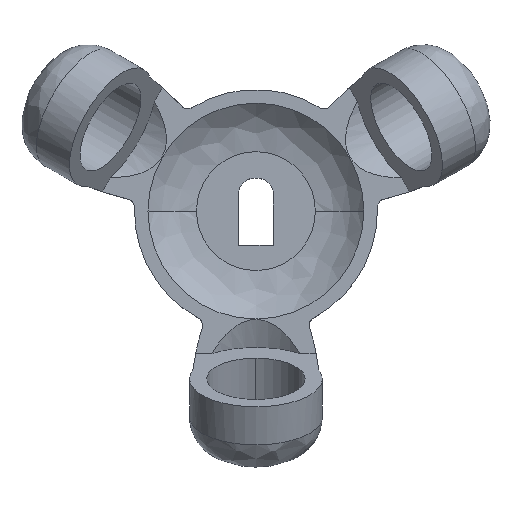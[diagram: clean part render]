
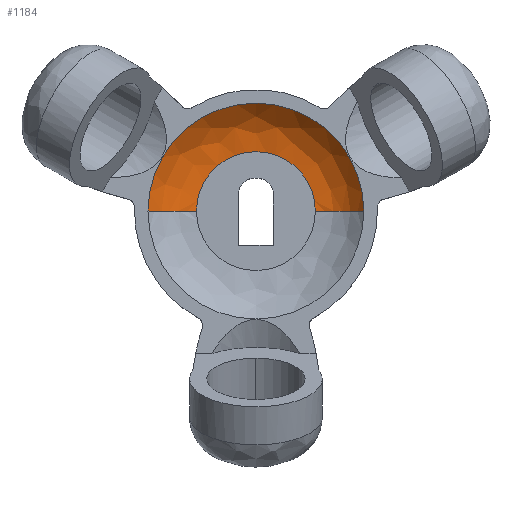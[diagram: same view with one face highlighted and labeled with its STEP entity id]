
A CAD part, top view. The second image highlights one B-rep face of the part: STEP entity #1184.
In plain terms, the highlighted free-form (B-spline) face has degree [3, 3] with [4, 7] control points.
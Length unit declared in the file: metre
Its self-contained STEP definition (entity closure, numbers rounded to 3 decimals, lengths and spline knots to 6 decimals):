
#256=(
BOUNDED_CURVE()
B_SPLINE_CURVE(3,(#1596,#1597,#1598,#1599),.UNSPECIFIED.,.F.,.F.)
B_SPLINE_CURVE_WITH_KNOTS((4,4),(0.,1.),.PIECEWISE_BEZIER_KNOTS.)
CURVE()
GEOMETRIC_REPRESENTATION_ITEM()
RATIONAL_B_SPLINE_CURVE((1.,0.876,0.876,1.))
REPRESENTATION_ITEM('')
);
#257=(
BOUNDED_CURVE()
B_SPLINE_CURVE(3,(#1603,#1604,#1605,#1606),.UNSPECIFIED.,.F.,.F.)
B_SPLINE_CURVE_WITH_KNOTS((4,4),(0.,1.),.PIECEWISE_BEZIER_KNOTS.)
CURVE()
GEOMETRIC_REPRESENTATION_ITEM()
RATIONAL_B_SPLINE_CURVE((1.,0.876,0.876,1.))
REPRESENTATION_ITEM('')
);
#271=ORIENTED_EDGE('',*,*,#649,.F.);
#272=ORIENTED_EDGE('',*,*,#650,.T.);
#273=ORIENTED_EDGE('',*,*,#651,.F.);
#274=ORIENTED_EDGE('',*,*,#652,.F.);
#649=EDGE_CURVE('',#838,#839,#955,.F.);
#650=EDGE_CURVE('',#838,#840,#256,.T.);
#651=EDGE_CURVE('',#841,#840,#956,.T.);
#652=EDGE_CURVE('',#839,#841,#257,.T.);
#838=VERTEX_POINT('',#1594);
#839=VERTEX_POINT('',#1595);
#840=VERTEX_POINT('',#1600);
#841=VERTEX_POINT('',#1602);
#955=CIRCLE('',#1272,0.013895);
#956=CIRCLE('',#1273,0.00765);
#999=EDGE_LOOP('',(#271,#272,#273,#274));
#1077=FACE_BOUND('',#999,.T.);
#1155=(
BOUNDED_SURFACE()
B_SPLINE_SURFACE(3,3,((#1565,#1566,#1567,#1568,#1569,#1570,#1571),(#1572,
#1573,#1574,#1575,#1576,#1577,#1578),(#1579,#1580,#1581,#1582,#1583,#1584,
#1585),(#1586,#1587,#1588,#1589,#1590,#1591,#1592)),.TOROIDAL_SURF.,.F.,
 .T.,.F.)
B_SPLINE_SURFACE_WITH_KNOTS((4,4),(4,3,4),(0.,1.),(0.,0.5,1.),
 .PIECEWISE_BEZIER_KNOTS.)
GEOMETRIC_REPRESENTATION_ITEM()
RATIONAL_B_SPLINE_SURFACE(((1.,0.333,0.333,1.,0.333,
0.333,1.),(0.876,0.292,0.292,
0.876,0.292,0.292,0.876),
(0.876,0.292,0.292,0.876,
0.292,0.292,0.876),(1.,0.333,
0.333,1.,0.333,0.333,1.)))
REPRESENTATION_ITEM('')
SURFACE()
);
#1184=ADVANCED_FACE('',(#1077),#1155,.F.);
#1272=AXIS2_PLACEMENT_3D('',#1593,#1340,#1341);
#1273=AXIS2_PLACEMENT_3D('',#1601,#1342,#1343);
#1340=DIRECTION('',(0.,0.,1.));
#1341=DIRECTION('',(1.,0.,0.));
#1342=DIRECTION('',(0.,0.,1.));
#1343=DIRECTION('',(1.,0.,0.));
#1565=CARTESIAN_POINT('',(0.014654,-0.01111,0.034633));
#1566=CARTESIAN_POINT('',(0.014654,0.018197,0.034633));
#1567=CARTESIAN_POINT('',(-0.014654,0.018197,0.034633));
#1568=CARTESIAN_POINT('',(-0.014654,-0.01111,0.034633));
#1569=CARTESIAN_POINT('',(-0.014654,-0.040417,0.034633));
#1570=CARTESIAN_POINT('',(0.014654,-0.040417,0.034633));
#1571=CARTESIAN_POINT('',(0.014654,-0.01111,0.034633));
#1572=CARTESIAN_POINT('',(0.012948,-0.01111,0.031545));
#1573=CARTESIAN_POINT('',(0.012948,0.014786,0.031545));
#1574=CARTESIAN_POINT('',(-0.012948,0.014786,0.031545));
#1575=CARTESIAN_POINT('',(-0.012948,-0.01111,0.031545));
#1576=CARTESIAN_POINT('',(-0.012948,-0.037007,0.031545));
#1577=CARTESIAN_POINT('',(0.012948,-0.037007,0.031545));
#1578=CARTESIAN_POINT('',(0.012948,-0.01111,0.031545));
#1579=CARTESIAN_POINT('',(0.009768,-0.01111,0.030017));
#1580=CARTESIAN_POINT('',(0.009768,0.008426,0.030017));
#1581=CARTESIAN_POINT('',(-0.009768,0.008426,0.030017));
#1582=CARTESIAN_POINT('',(-0.009768,-0.01111,0.030017));
#1583=CARTESIAN_POINT('',(-0.009768,-0.030646,0.030017));
#1584=CARTESIAN_POINT('',(0.009768,-0.030646,0.030017));
#1585=CARTESIAN_POINT('',(0.009768,-0.01111,0.030017));
#1586=CARTESIAN_POINT('',(0.006291,-0.01111,0.030616));
#1587=CARTESIAN_POINT('',(0.006291,0.001472,0.030616));
#1588=CARTESIAN_POINT('',(-0.006291,0.001472,0.030616));
#1589=CARTESIAN_POINT('',(-0.006291,-0.01111,0.030616));
#1590=CARTESIAN_POINT('',(-0.006291,-0.023693,0.030616));
#1591=CARTESIAN_POINT('',(0.006291,-0.023693,0.030616));
#1592=CARTESIAN_POINT('',(0.006291,-0.01111,0.030616));
#1593=CARTESIAN_POINT('',(0.,-0.01111,0.0335));
#1594=CARTESIAN_POINT('',(-0.013895,-0.01111,0.0335));
#1595=CARTESIAN_POINT('',(0.013895,-0.01111,0.0335));
#1596=CARTESIAN_POINT('',(-0.014654,-0.01111,0.034633));
#1597=CARTESIAN_POINT('',(-0.012948,-0.01111,0.031545));
#1598=CARTESIAN_POINT('',(-0.009768,-0.01111,0.030017));
#1599=CARTESIAN_POINT('',(-0.006291,-0.01111,0.030616));
#1600=CARTESIAN_POINT('',(-0.00765,-0.01111,0.0305));
#1601=CARTESIAN_POINT('',(0.,-0.01111,0.0305));
#1602=CARTESIAN_POINT('',(0.00765,-0.01111,0.0305));
#1603=CARTESIAN_POINT('',(0.014654,-0.01111,0.034633));
#1604=CARTESIAN_POINT('',(0.012948,-0.01111,0.031545));
#1605=CARTESIAN_POINT('',(0.009768,-0.01111,0.030017));
#1606=CARTESIAN_POINT('',(0.006291,-0.01111,0.030616));
